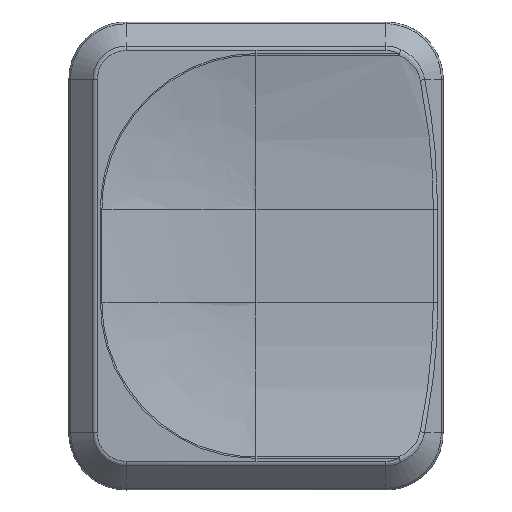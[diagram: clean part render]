
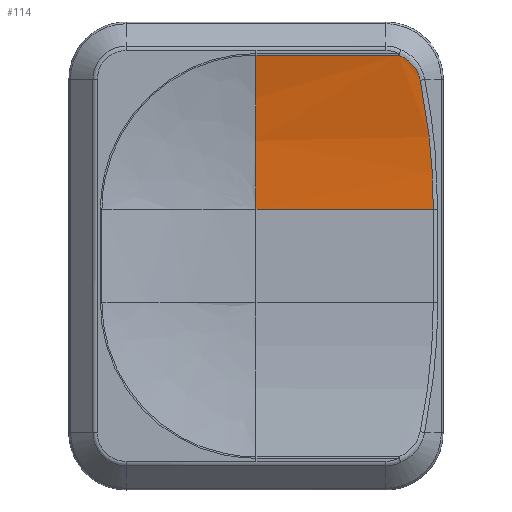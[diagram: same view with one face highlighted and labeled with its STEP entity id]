
A CAD part, top view. The second image highlights one B-rep face of the part: STEP entity #114.
In plain terms, the highlighted free-form (B-spline) face has degree [1, 2] with [2, 3] control points.
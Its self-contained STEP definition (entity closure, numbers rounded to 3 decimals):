
#114=ADVANCED_FACE('',(#214),#1430,.T.);
#214=FACE_OUTER_BOUND('',#317,.T.);
#317=EDGE_LOOP('',(#756,#757,#758,#759,#760));
#756=ORIENTED_EDGE('',*,*,#783,.F.);
#757=ORIENTED_EDGE('',*,*,#785,.F.);
#758=ORIENTED_EDGE('',*,*,#998,.T.);
#759=ORIENTED_EDGE('',*,*,#882,.F.);
#760=ORIENTED_EDGE('',*,*,#999,.T.);
#783=EDGE_CURVE('',#1236,#1231,#1124,.T.);
#785=EDGE_CURVE('',#1237,#1236,#1126,.T.);
#882=EDGE_CURVE('',#1315,#1313,#1157,.T.);
#998=EDGE_CURVE('',#1237,#1313,#1226,.T.);
#999=EDGE_CURVE('',#1315,#1231,#1227,.T.);
#1124=(
BOUNDED_CURVE()
B_SPLINE_CURVE(3,(#2204,#2205,#2206,#2207,#2208,#2209,#2210),
 .UNSPECIFIED.,.F.,.F.)
B_SPLINE_CURVE_WITH_KNOTS((4,3,4),(0.037,2.19,
6.37),.UNSPECIFIED.)
CURVE()
GEOMETRIC_REPRESENTATION_ITEM()
RATIONAL_B_SPLINE_CURVE((1.,1.,1.,1.,1.,1.,1.))
REPRESENTATION_ITEM('')
);
#1126=(
BOUNDED_CURVE()
B_SPLINE_CURVE(3,(#2218,#2219,#2220,#2221,#2222),.UNSPECIFIED.,.F.,.F.)
B_SPLINE_CURVE_WITH_KNOTS((4,1,4),(0.,0.858,1.719),
 .UNSPECIFIED.)
CURVE()
GEOMETRIC_REPRESENTATION_ITEM()
RATIONAL_B_SPLINE_CURVE((1.,1.,1.,1.,1.))
REPRESENTATION_ITEM('')
);
#1157=(
BOUNDED_CURVE()
B_SPLINE_CURVE(2,(#2564,#2565,#2566),.UNSPECIFIED.,.F.,.F.)
B_SPLINE_CURVE_WITH_KNOTS((3,3),(-7.517,-0.092),
 .UNSPECIFIED.)
CURVE()
GEOMETRIC_REPRESENTATION_ITEM()
RATIONAL_B_SPLINE_CURVE((1.,1.,1.))
REPRESENTATION_ITEM('')
);
#1226=(
BOUNDED_CURVE()
B_SPLINE_CURVE(1,(#2898,#2899),.UNSPECIFIED.,.F.,.F.)
B_SPLINE_CURVE_WITH_KNOTS((2,2),(0.,6.869),.UNSPECIFIED.)
CURVE()
GEOMETRIC_REPRESENTATION_ITEM()
RATIONAL_B_SPLINE_CURVE((1.,1.))
REPRESENTATION_ITEM('')
);
#1227=(
BOUNDED_CURVE()
B_SPLINE_CURVE(1,(#2900,#2901),.UNSPECIFIED.,.F.,.F.)
B_SPLINE_CURVE_WITH_KNOTS((2,2),(0.,8.526),.UNSPECIFIED.)
CURVE()
GEOMETRIC_REPRESENTATION_ITEM()
RATIONAL_B_SPLINE_CURVE((1.,1.))
REPRESENTATION_ITEM('')
);
#1231=VERTEX_POINT('',#2044);
#1236=VERTEX_POINT('',#2049);
#1237=VERTEX_POINT('',#2050);
#1313=VERTEX_POINT('',#2126);
#1315=VERTEX_POINT('',#2128);
#1430=(
BOUNDED_SURFACE()
B_SPLINE_SURFACE(1,2,((#2028,#2029,#2030),(#2031,#2032,#2033)),
 .UNSPECIFIED.,.F.,.F.,.F.)
B_SPLINE_SURFACE_WITH_KNOTS((2,2),(3,3),(0.,15.949),
(-7.517,-0.092),.UNSPECIFIED.)
GEOMETRIC_REPRESENTATION_ITEM()
RATIONAL_B_SPLINE_SURFACE(((1.,1.,1.),(1.,1.,1.)))
REPRESENTATION_ITEM('')
SURFACE()
);
#2028=CARTESIAN_POINT('',(62.24,7.353,8.55));
#2029=CARTESIAN_POINT('',(62.24,11.057,8.55));
#2030=CARTESIAN_POINT('',(62.24,14.761,9.442));
#2031=CARTESIAN_POINT('',(78.189,7.353,8.55));
#2032=CARTESIAN_POINT('',(78.189,11.057,8.55));
#2033=CARTESIAN_POINT('',(78.189,14.761,9.442));
#2044=CARTESIAN_POINT('',(70.765,7.353,8.55));
#2049=CARTESIAN_POINT('',(70.137,13.543,9.173));
#2050=CARTESIAN_POINT('',(69.108,14.761,9.442));
#2126=CARTESIAN_POINT('',(62.24,14.761,9.442));
#2128=CARTESIAN_POINT('',(62.24,7.353,8.55));
#2204=CARTESIAN_POINT('',(70.137,13.543,9.173));
#2205=CARTESIAN_POINT('',(70.276,12.859,9.035));
#2206=CARTESIAN_POINT('',(70.393,12.166,8.918));
#2207=CARTESIAN_POINT('',(70.488,11.467,8.825));
#2208=CARTESIAN_POINT('',(70.671,10.111,8.644));
#2209=CARTESIAN_POINT('',(70.766,8.732,8.55));
#2210=CARTESIAN_POINT('',(70.765,7.353,8.55));
#2218=CARTESIAN_POINT('',(69.108,14.761,9.442));
#2219=CARTESIAN_POINT('',(69.37,14.659,9.417));
#2220=CARTESIAN_POINT('',(69.835,14.322,9.337));
#2221=CARTESIAN_POINT('',(70.083,13.813,9.227));
#2222=CARTESIAN_POINT('',(70.137,13.543,9.173));
#2564=CARTESIAN_POINT('',(62.24,7.353,8.55));
#2565=CARTESIAN_POINT('',(62.24,11.057,8.55));
#2566=CARTESIAN_POINT('',(62.24,14.761,9.442));
#2898=CARTESIAN_POINT('',(69.108,14.761,9.442));
#2899=CARTESIAN_POINT('',(62.24,14.761,9.442));
#2900=CARTESIAN_POINT('',(62.24,7.353,8.55));
#2901=CARTESIAN_POINT('',(70.765,7.353,8.55));
